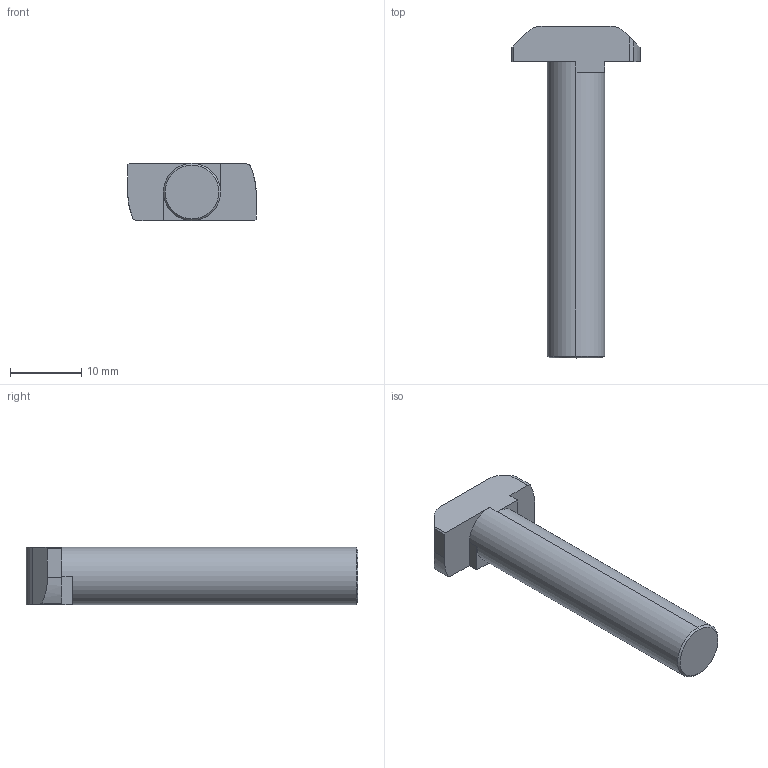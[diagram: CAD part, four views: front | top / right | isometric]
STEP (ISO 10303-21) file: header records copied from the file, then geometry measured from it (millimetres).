
FILE_DESCRIPTION (( 'STEP AP203' ), '1' );
FILE_NAME ('235-40.STEP', '2018-04-02T17:49:58', ( 'User2' ), ( '' ), 'SwSTEP 2.0', 'SolidWorks 2007', '' );
FILE_SCHEMA (( 'CONFIG_CONTROL_DESIGN' ));
Length unit declared in the file: millimetre
Products named in the file (1): 235-40
Bounding box: 18 x 46.5 x 8 mm (x, y, z)
Volume: 2734.5 mm3; surface area: 1534.9 mm2
Topology: 1 solids, 1 shells, 26 faces, 68 edges, 44 vertices
Faces by surface type: plane 18, cylinder 6, cone 2
Entity records: 871 total; most frequent: CARTESIAN_POINT 145, ORIENTED_EDGE 136, DIRECTION 134, EDGE_CURVE 68, LINE 52, VECTOR 52, VERTEX_POINT 44, AXIS2_PLACEMENT_3D 41
